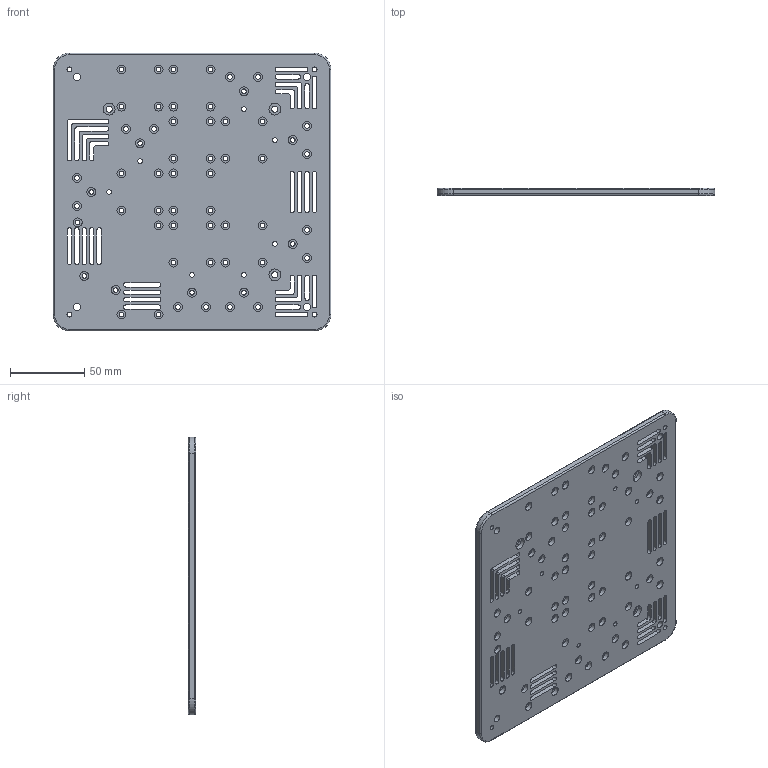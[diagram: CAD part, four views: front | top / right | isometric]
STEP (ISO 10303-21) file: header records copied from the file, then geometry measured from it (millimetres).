
FILE_DESCRIPTION(/* description */ (''),/* implementation_level */ '2;1');
FILE_NAME(/* name */ 'Bottom v5.stp',/* time_stamp */ '2016-11-16T23:59:33+01:00',/* author */ (''),/* organization */ (''),/* preprocessor_version */ 'ST-DEVELOPER v16.5',/* originating_system */ 'Autodesk Translation Framework v5.2.0.2920',/* authorisation */ '');
FILE_SCHEMA (('AUTOMOTIVE_DESIGN { 1 0 10303 214 3 1 1 }'));
Length unit declared in the file: millimetre
Products named in the file (1): Bottom v5
Bounding box: 187 x 5 x 187 mm (x, y, z)
Volume: 152687.5 mm3; surface area: 82488.4 mm2
Topology: 1 solids, 1 shells, 481 faces, 1262 edges, 850 vertices
Faces by surface type: plane 248, cylinder 225, torus 8
Full cylindrical faces by diameter (mm): 3.1 x52, 3.2 x14, 3.332 x4, 4.2 x3, 5 x4, 6 x59, 8 x3
Entity records: 14192 total; most frequent: DIRECTION 2493, CARTESIAN_POINT 2331, ORIENTED_EDGE 2122, EDGE_CURVE 1061, AXIS2_PLACEMENT_3D 950, EDGE_LOOP 899, VERTEX_POINT 788, LINE 593
